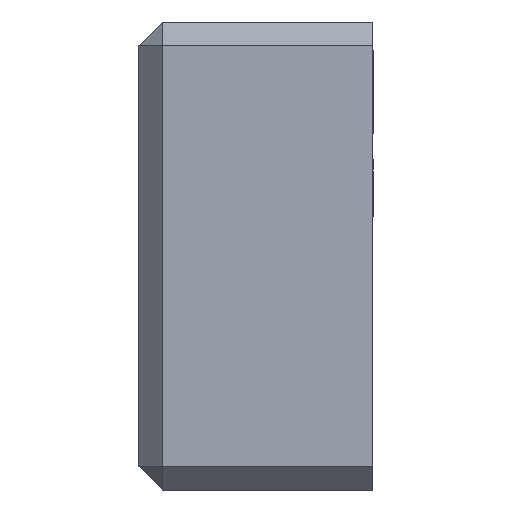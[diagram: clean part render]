
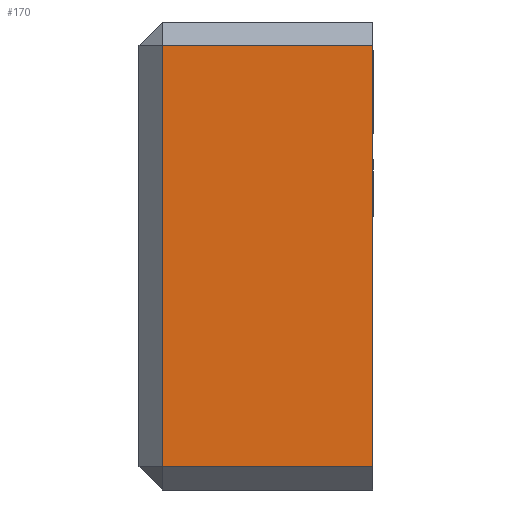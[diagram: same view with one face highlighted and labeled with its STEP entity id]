
A CAD part, left-side view. The second image highlights one B-rep face of the part: STEP entity #170.
In plain terms, the highlighted planar face has unit normal (-1, 0, 0).
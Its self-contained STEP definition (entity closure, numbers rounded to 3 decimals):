
#170=ADVANCED_FACE('',(#530),#532,.T.);
#530=FACE_BOUND('',#531,.T.);
#531=EDGE_LOOP('',(#963,#964,#965,#966));
#532=PLANE('',#533);
#533=AXIS2_PLACEMENT_3D('',#534,#535,#536);
#534=CARTESIAN_POINT('',(-75.,-85.,290.));
#535=DIRECTION('',(-1.,0.,0.));
#536=DIRECTION('',(0.,0.,-1.));
#963=ORIENTED_EDGE('',*,*,#1138,.T.);
#964=ORIENTED_EDGE('',*,*,#1111,.F.);
#965=ORIENTED_EDGE('',*,*,#1139,.F.);
#966=ORIENTED_EDGE('',*,*,#1140,.T.);
#1111=EDGE_CURVE('',#1244,#1218,#1246,.T.);
#1138=EDGE_CURVE('',#1290,#1218,#1291,.T.);
#1139=EDGE_CURVE('',#1292,#1244,#1293,.T.);
#1140=EDGE_CURVE('',#1292,#1290,#1294,.T.);
#1218=VERTEX_POINT('',#1476);
#1244=VERTEX_POINT('',#1532);
#1246=LINE('',#1536,#1537);
#1290=VERTEX_POINT('',#1674);
#1291=LINE('',#1675,#1676);
#1292=VERTEX_POINT('',#1678);
#1293=LINE('',#1679,#1680);
#1294=LINE('',#1682,#1683);
#1476=CARTESIAN_POINT('',(-75.,-105.,252.));
#1532=CARTESIAN_POINT('',(-75.,-105.,288.));
#1536=CARTESIAN_POINT('',(-75.,-105.,288.));
#1537=VECTOR('',#1538,1.);
#1538=DIRECTION('',(0.,0.,-1.));
#1674=CARTESIAN_POINT('',(-75.,-87.,252.));
#1675=CARTESIAN_POINT('',(-75.,-87.,252.));
#1676=VECTOR('',#1677,1.);
#1677=DIRECTION('',(0.,-1.,0.));
#1678=CARTESIAN_POINT('',(-75.,-87.,288.));
#1679=CARTESIAN_POINT('',(-75.,-87.,288.));
#1680=VECTOR('',#1681,1.);
#1681=DIRECTION('',(0.,-1.,0.));
#1682=CARTESIAN_POINT('',(-75.,-87.,288.));
#1683=VECTOR('',#1684,1.);
#1684=DIRECTION('',(0.,0.,-1.));
